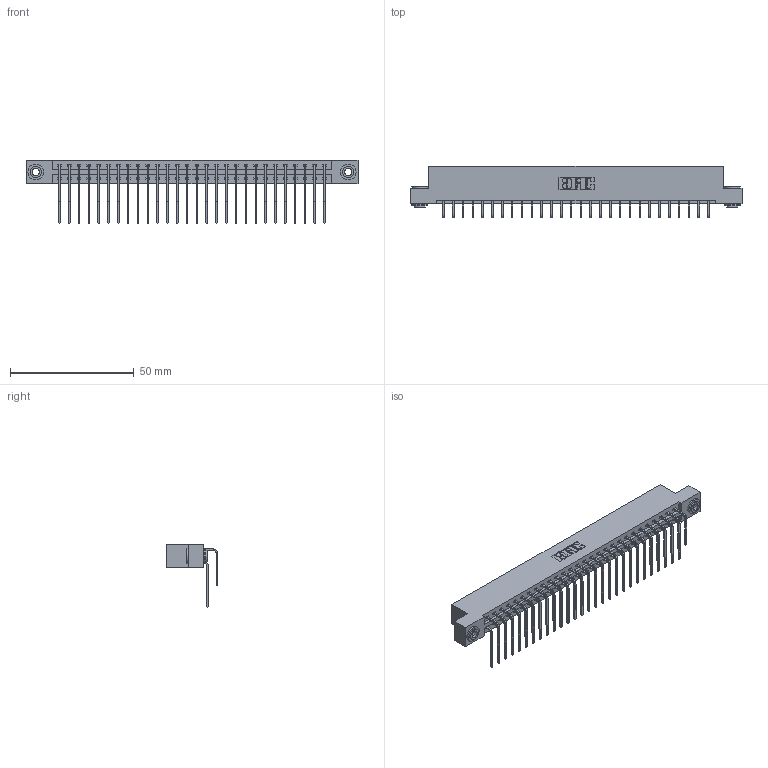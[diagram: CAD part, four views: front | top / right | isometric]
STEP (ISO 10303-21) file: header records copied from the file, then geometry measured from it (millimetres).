
FILE_DESCRIPTION (( 'STEP AP203' ), '1' );
FILE_NAME ('387-056-559-203.STEP', '2019-10-19T07:56:30', ( '' ), ( '' ), 'SwSTEP 2.0', 'SolidWorks 2016', '' );
FILE_SCHEMA (( 'CONFIG_CONTROL_DESIGN' ));
Length unit declared in the file: inch
Products named in the file (5): 387-056-559-203; 345-250-002_345-250-002-102; 345-292-001_558 559 Tail - 1; 345-292-001_559 Tail - 2; 337 Part_Flush Mounting Lugs - 0.156 Dia-TH
Assembly tree (59 placements, depth 2):
  387-056-559-203
    337 Part_Flush Mounting Lugs - 0.156 Dia-TH
    345-292-001_558 559 Tail - 1  x28
    345-292-001_559 Tail - 2  x28
    345-250-002_345-250-002-102  x2
Bounding box: 133.96 x 20.9 x 25.53 mm (x, y, z)
Volume: 14273.8 mm3; surface area: 17847.1 mm2
Topology: 59 solids, 59 shells, 3288 faces, 9739 edges, 6414 vertices
Faces by surface type: plane 2320, cylinder 960, cone 8
Entity records: 25954 total; most frequent: CARTESIAN_POINT 4404, ORIENTED_EDGE 4282, DIRECTION 3787, EDGE_CURVE 2141, VECTOR 1949, LINE 1949, VERTEX_POINT 1422, AXIS2_PLACEMENT_3D 919
